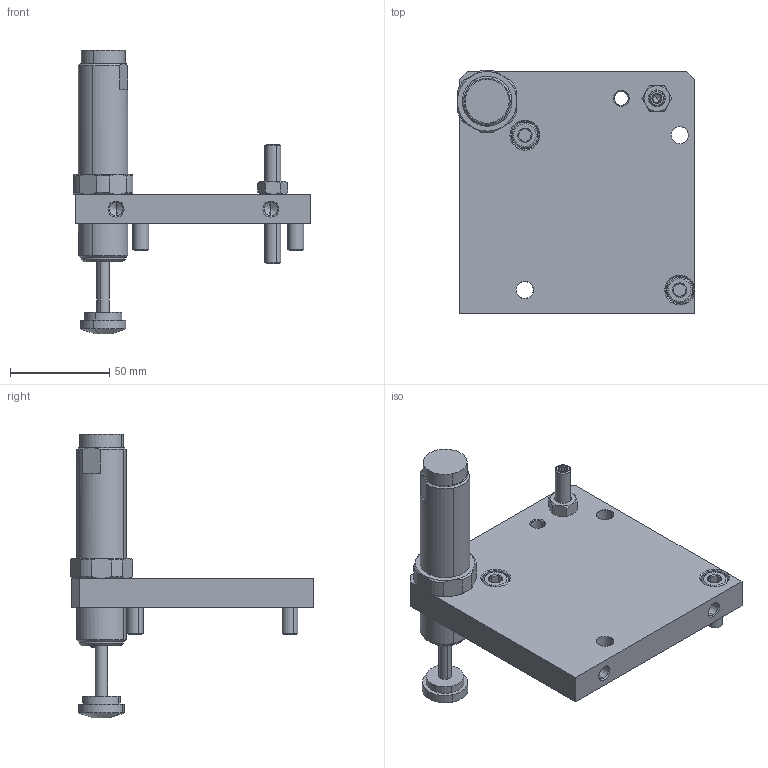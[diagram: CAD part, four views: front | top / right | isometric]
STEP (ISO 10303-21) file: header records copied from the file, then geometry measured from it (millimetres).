
FILE_DESCRIPTION(( 'AS-63.STEP' ), '1');
FILE_NAME( 'AS-63.STEP', '2021-05-17T09:48:09',( 'Sopra'),('sopra-pneumatic.com'), 'SwSTEP 2.0','SolidWorks 2009','' );
FILE_SCHEMA (( 'CONFIG_CONTROL_DESIGN' ));
Length unit declared in the file: millimetre
Products named in the file (9): SC650EUM-1; _SC650EUM-1(Standard_Standard_Standard_-)_p1; 1638-0001_Modell_Anschlag AS 63 fest; Mutter M8 DIN 934; _KM25; Gewindestift M8x60; 1638-0021_Platte Anschlag AS 50 fest; _SC650EUM-1(Standard_Standard)_p2; M8 x 20
Assembly tree (9 placements, depth 3):
  1638-0001_Modell_Anschlag AS 63 fest
    1638-0021_Platte Anschlag AS 50 fest
    SC650EUM-1
      _SC650EUM-1(Standard_Standard_Standard_-)_p1
      _SC650EUM-1(Standard_Standard)_p2
    Gewindestift M8x60
    _KM25
    M8 x 20  x2
    Mutter M8 DIN 934
Bounding box: 119.5 x 122.76 x 143 mm (x, y, z)
Volume: 265714.9 mm3; surface area: 57733.8 mm2
Topology: 8 solids, 9 shells, 248 faces, 556 edges, 334 vertices
Faces by surface type: cone 99, plane 77, cylinder 66, torus 4, bspline 2
Entity records: 7534 total; most frequent: CARTESIAN_POINT 1469, DIRECTION 1135, ORIENTED_EDGE 1008, EDGE_CURVE 504, AXIS2_PLACEMENT_3D 468, VERTEX_POINT 306, EDGE_LOOP 258, CIRCLE 231
